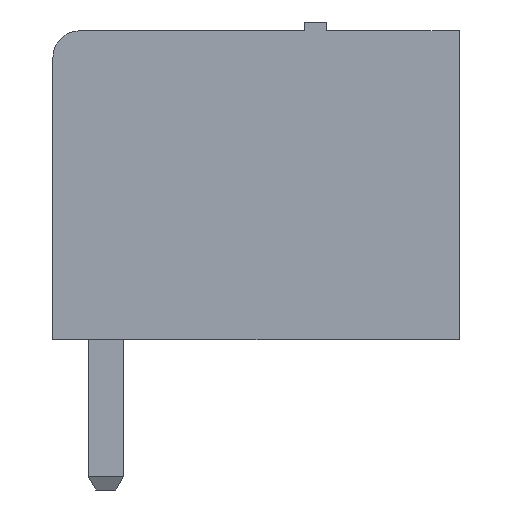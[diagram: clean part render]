
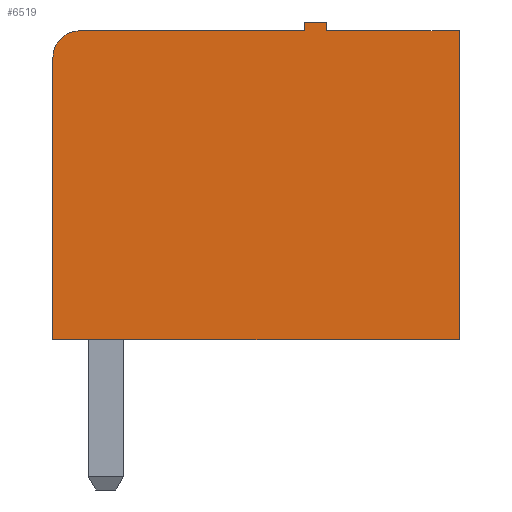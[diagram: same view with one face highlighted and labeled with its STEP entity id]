
A CAD part, left-side view. The second image highlights one B-rep face of the part: STEP entity #6519.
In plain terms, the highlighted planar face has unit normal (-1, 0, 0).
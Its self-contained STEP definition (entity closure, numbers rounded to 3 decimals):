
#163 = ORIENTED_EDGE ( 'NONE', *, *, #4968, .F. ) ;
#227 = ORIENTED_EDGE ( 'NONE', *, *, #3576, .F. ) ;
#366 = CARTESIAN_POINT ( 'NONE',  ( -2.15, -4.5, 7.2 ) ) ;
#466 = VECTOR ( 'NONE', #6131, 1000. ) ;
#598 = LINE ( 'NONE', #4658, #7614 ) ;
#836 = CARTESIAN_POINT ( 'NONE',  ( -2.15, -3.4, 0. ) ) ;
#863 = ORIENTED_EDGE ( 'NONE', *, *, #1159, .F. ) ;
#887 = LINE ( 'NONE', #3830, #7342 ) ;
#923 = VERTEX_POINT ( 'NONE', #1568 ) ;
#991 = DIRECTION ( 'NONE',  ( 0., 1., 0. ) ) ;
#1151 = CARTESIAN_POINT ( 'NONE',  ( -2.15, -5., 7. ) ) ;
#1159 = EDGE_CURVE ( 'NONE', #1248, #3493, #7467, .T. ) ;
#1173 = CARTESIAN_POINT ( 'NONE',  ( -2.15, 1.2, 6.4 ) ) ;
#1248 = VERTEX_POINT ( 'NONE', #6515 ) ;
#1568 = CARTESIAN_POINT ( 'NONE',  ( -2.15, -8., 0. ) ) ;
#1831 = DIRECTION ( 'NONE',  ( 0., 0., 1. ) ) ;
#1935 = ORIENTED_EDGE ( 'NONE', *, *, #5496, .T. ) ;
#2083 = EDGE_LOOP ( 'NONE', ( #7038, #163, #6931, #1935, #5369, #5766, #227, #4513, #863 ) ) ;
#2090 = VERTEX_POINT ( 'NONE', #6355 ) ;
#2175 = CARTESIAN_POINT ( 'NONE',  ( -2.15, -3.4, 7. ) ) ;
#2288 = DIRECTION ( 'NONE',  ( 0., 0., 1. ) ) ;
#2549 = CARTESIAN_POINT ( 'NONE',  ( -2.15, -3.4, 7. ) ) ;
#2988 = CARTESIAN_POINT ( 'NONE',  ( -2.15, -4.5, 7. ) ) ;
#3137 = EDGE_CURVE ( 'NONE', #6314, #4906, #5887, .T. ) ;
#3154 = EDGE_CURVE ( 'NONE', #4706, #923, #6786, .T. ) ;
#3215 = AXIS2_PLACEMENT_3D ( 'NONE', #6719, #5525, #5582 ) ;
#3436 = LINE ( 'NONE', #2549, #466 ) ;
#3493 = VERTEX_POINT ( 'NONE', #2988 ) ;
#3576 = EDGE_CURVE ( 'NONE', #4749, #6314, #887, .T. ) ;
#3776 = DIRECTION ( 'NONE',  ( 0., -1., 0. ) ) ;
#3830 = CARTESIAN_POINT ( 'NONE',  ( -2.15, -4.75, 7.2 ) ) ;
#3920 = VECTOR ( 'NONE', #1831, 1000. ) ;
#4091 = CARTESIAN_POINT ( 'NONE',  ( -2.15, -4.5, 7.1 ) ) ;
#4131 = CIRCLE ( 'NONE', #5283, 0.6 ) ;
#4391 = VECTOR ( 'NONE', #5533, 1000. ) ;
#4505 = DIRECTION ( 'NONE',  ( 0., -1., 0. ) ) ;
#4513 = ORIENTED_EDGE ( 'NONE', *, *, #5575, .F. ) ;
#4658 = CARTESIAN_POINT ( 'NONE',  ( -2.15, -8., 3.5 ) ) ;
#4706 = VERTEX_POINT ( 'NONE', #7328 ) ;
#4749 = VERTEX_POINT ( 'NONE', #366 ) ;
#4906 = VERTEX_POINT ( 'NONE', #1151 ) ;
#4946 = PLANE ( 'NONE',  #3215 ) ;
#4968 = EDGE_CURVE ( 'NONE', #4706, #5538, #6170, .T. ) ;
#5283 = AXIS2_PLACEMENT_3D ( 'NONE', #7453, #7478, #991 ) ;
#5300 = LINE ( 'NONE', #4091, #3920 ) ;
#5369 = ORIENTED_EDGE ( 'NONE', *, *, #6025, .F. ) ;
#5496 = EDGE_CURVE ( 'NONE', #923, #2090, #598, .T. ) ;
#5525 = DIRECTION ( 'NONE',  ( 1., 0., 0. ) ) ;
#5533 = DIRECTION ( 'NONE',  ( 0., 0., -1. ) ) ;
#5534 = DIRECTION ( 'NONE',  ( 0., -1., 0. ) ) ;
#5538 = VERTEX_POINT ( 'NONE', #1173 ) ;
#5575 = EDGE_CURVE ( 'NONE', #3493, #4749, #5300, .T. ) ;
#5582 = DIRECTION ( 'NONE',  ( 0., 1., 0. ) ) ;
#5766 = ORIENTED_EDGE ( 'NONE', *, *, #3137, .F. ) ;
#5887 = LINE ( 'NONE', #7251, #4391 ) ;
#6025 = EDGE_CURVE ( 'NONE', #4906, #2090, #3436, .T. ) ;
#6131 = DIRECTION ( 'NONE',  ( 0., -1., 0. ) ) ;
#6170 = LINE ( 'NONE', #6441, #6339 ) ;
#6314 = VERTEX_POINT ( 'NONE', #6419 ) ;
#6339 = VECTOR ( 'NONE', #2288, 1000. ) ;
#6355 = CARTESIAN_POINT ( 'NONE',  ( -2.15, -8., 7. ) ) ;
#6367 = VECTOR ( 'NONE', #4505, 1000. ) ;
#6415 = VECTOR ( 'NONE', #3776, 1000. ) ;
#6419 = CARTESIAN_POINT ( 'NONE',  ( -2.15, -5., 7.2 ) ) ;
#6441 = CARTESIAN_POINT ( 'NONE',  ( -2.15, 1.2, 3.6 ) ) ;
#6515 = CARTESIAN_POINT ( 'NONE',  ( -2.15, 0.6, 7. ) ) ;
#6519 = ADVANCED_FACE ( 'NONE', ( #6920 ), #4946, .F. ) ;
#6719 = CARTESIAN_POINT ( 'NONE',  ( -2.15, -8., 0. ) ) ;
#6786 = LINE ( 'NONE', #836, #6415 ) ;
#6920 = FACE_OUTER_BOUND ( 'NONE', #2083, .T. ) ;
#6931 = ORIENTED_EDGE ( 'NONE', *, *, #3154, .T. ) ;
#7038 = ORIENTED_EDGE ( 'NONE', *, *, #7093, .F. ) ;
#7093 = EDGE_CURVE ( 'NONE', #5538, #1248, #4131, .T. ) ;
#7251 = CARTESIAN_POINT ( 'NONE',  ( -2.15, -5., 7.1 ) ) ;
#7328 = CARTESIAN_POINT ( 'NONE',  ( -2.15, 1.2, 0. ) ) ;
#7342 = VECTOR ( 'NONE', #5534, 1000. ) ;
#7453 = CARTESIAN_POINT ( 'NONE',  ( -2.15, 0.6, 6.4 ) ) ;
#7467 = LINE ( 'NONE', #2175, #6367 ) ;
#7478 = DIRECTION ( 'NONE',  ( 1., 0., 0. ) ) ;
#7522 = DIRECTION ( 'NONE',  ( 0., 0., 1. ) ) ;
#7614 = VECTOR ( 'NONE', #7522, 1000. ) ;
